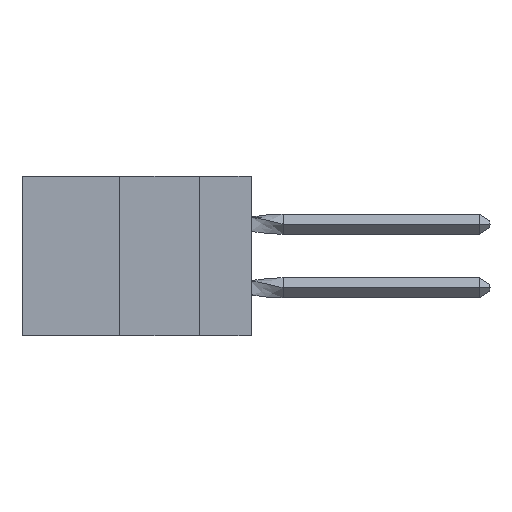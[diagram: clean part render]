
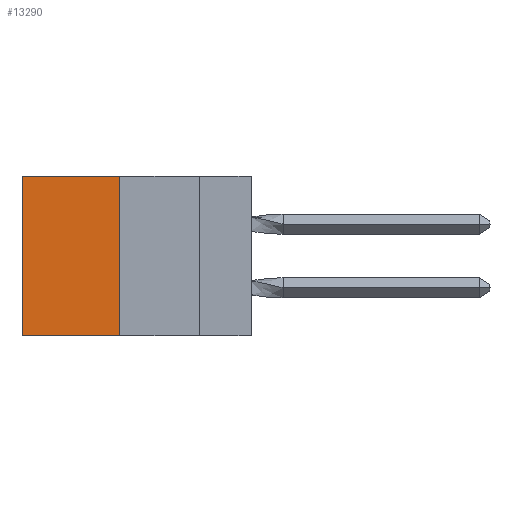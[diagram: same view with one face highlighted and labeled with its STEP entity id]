
A CAD part, left-side view. The second image highlights one B-rep face of the part: STEP entity #13290.
In plain terms, the highlighted planar face has unit normal (-1, 0, 0).
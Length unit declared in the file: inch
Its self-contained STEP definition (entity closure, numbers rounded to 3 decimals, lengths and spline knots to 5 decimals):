
#733 = VERTEX_POINT ( 'NONE', #12920 ) ;
#1010 = CARTESIAN_POINT ( 'NONE',  ( 0.305, 0.413, -0.5 ) ) ;
#1432 = CARTESIAN_POINT ( 'NONE',  ( 0.305, 0.413, -0.5 ) ) ;
#1475 = CARTESIAN_POINT ( 'NONE',  ( 0.305, 0.413, -0.5 ) ) ;
#1568 = DIRECTION ( 'NONE',  ( 1., 0., 0. ) ) ;
#2197 = VECTOR ( 'NONE', #7883, 39.37008 ) ;
#2636 = PLANE ( 'NONE',  #3244 ) ;
#3006 = CARTESIAN_POINT ( 'NONE',  ( 0.305, 0.72, 0. ) ) ;
#3244 = AXIS2_PLACEMENT_3D ( 'NONE', #1475, #1568, #14389 ) ;
#3257 = EDGE_CURVE ( 'NONE', #733, #9054, #11180, .T. ) ;
#3321 = CARTESIAN_POINT ( 'NONE',  ( 0.305, 0.413, -0.5 ) ) ;
#4158 = FACE_OUTER_BOUND ( 'NONE', #9845, .T. ) ;
#4183 = VERTEX_POINT ( 'NONE', #10864 ) ;
#4841 = VECTOR ( 'NONE', #6791, 39.37008 ) ;
#5936 = ORIENTED_EDGE ( 'NONE', *, *, #3257, .T. ) ;
#6042 = LINE ( 'NONE', #14965, #2197 ) ;
#6365 = EDGE_CURVE ( 'NONE', #8889, #4183, #11276, .T. ) ;
#6745 = CARTESIAN_POINT ( 'NONE',  ( 0.305, 0.413, 0. ) ) ;
#6791 = DIRECTION ( 'NONE',  ( 0., 1., 0. ) ) ;
#7481 = VECTOR ( 'NONE', #10305, 39.37008 ) ;
#7883 = DIRECTION ( 'NONE',  ( 0., 0., -1. ) ) ;
#8432 = ORIENTED_EDGE ( 'NONE', *, *, #10210, .F. ) ;
#8889 = VERTEX_POINT ( 'NONE', #1432 ) ;
#9054 = VERTEX_POINT ( 'NONE', #3006 ) ;
#9845 = EDGE_LOOP ( 'NONE', ( #12041, #10808, #8432, #5936 ) ) ;
#10167 = EDGE_CURVE ( 'NONE', #9054, #4183, #6042, .T. ) ;
#10210 = EDGE_CURVE ( 'NONE', #733, #8889, #13037, .T. ) ;
#10305 = DIRECTION ( 'NONE',  ( 0., 1., 0. ) ) ;
#10808 = ORIENTED_EDGE ( 'NONE', *, *, #6365, .F. ) ;
#10864 = CARTESIAN_POINT ( 'NONE',  ( 0.305, 0.72, -0.5 ) ) ;
#11180 = LINE ( 'NONE', #6745, #7481 ) ;
#11276 = LINE ( 'NONE', #1010, #4841 ) ;
#12041 = ORIENTED_EDGE ( 'NONE', *, *, #10167, .T. ) ;
#12656 = DIRECTION ( 'NONE',  ( 0., 0., -1. ) ) ;
#12920 = CARTESIAN_POINT ( 'NONE',  ( 0.305, 0.413, 0. ) ) ;
#13037 = LINE ( 'NONE', #3321, #15050 ) ;
#13290 = ADVANCED_FACE ( 'NONE', ( #4158 ), #2636, .F. ) ;
#14389 = DIRECTION ( 'NONE',  ( 0., 0., -1. ) ) ;
#14965 = CARTESIAN_POINT ( 'NONE',  ( 0.305, 0.72, -0.5 ) ) ;
#15050 = VECTOR ( 'NONE', #12656, 39.37008 ) ;
